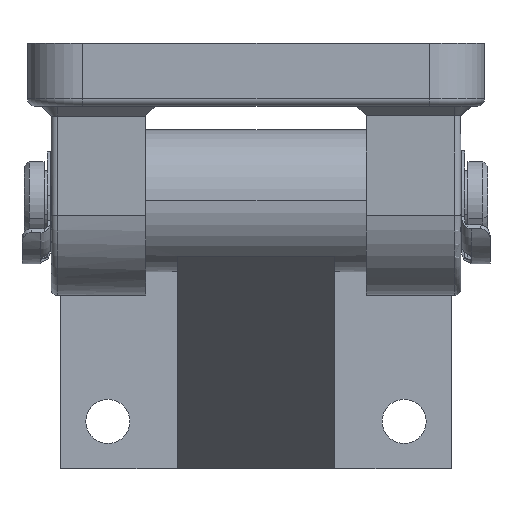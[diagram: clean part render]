
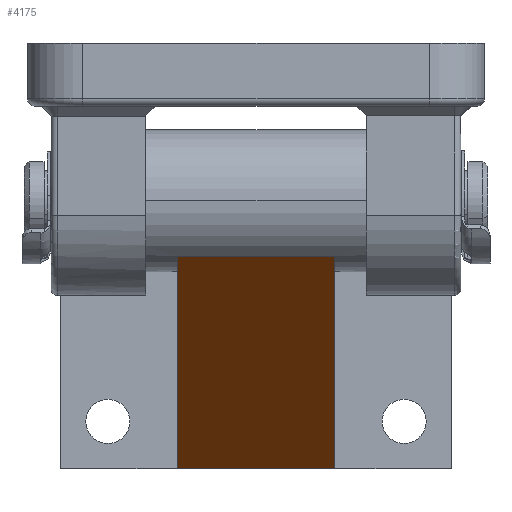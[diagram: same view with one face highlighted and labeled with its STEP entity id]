
A CAD part, left-side view. The second image highlights one B-rep face of the part: STEP entity #4175.
In plain terms, the highlighted face is planar.
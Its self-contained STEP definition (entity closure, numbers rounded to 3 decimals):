
#353 = EDGE_LOOP ( 'NONE', ( #8518, #8499, #8443, #8441 ) ) ;
#1077 = FACE_OUTER_BOUND ( 'NONE', #353, .T. ) ;
#2689 = CARTESIAN_POINT ( 'NONE',  ( 22.551, 87., 104.079 ) ) ;
#2881 = CARTESIAN_POINT ( 'NONE',  ( 22.551, 37., 104.079 ) ) ;
#2917 = CARTESIAN_POINT ( 'NONE',  ( 90., 87., 20. ) ) ;
#2927 = CARTESIAN_POINT ( 'NONE',  ( 90., 37., 20. ) ) ;
#3119 = CARTESIAN_POINT ( 'NONE',  ( 3.409, 37., 127.941 ) ) ;
#3143 = DIRECTION ( 'NONE',  ( -0.626, 0., 0.78 ) ) ;
#3346 = CARTESIAN_POINT ( 'NONE',  ( 3.409, 87., 127.941 ) ) ;
#3347 = DIRECTION ( 'NONE',  ( -0.626, 0., 0.78 ) ) ;
#3569 = CARTESIAN_POINT ( 'NONE',  ( 22.551, 87., 104.079 ) ) ;
#3570 = DIRECTION ( 'NONE',  ( 0., -1., 0. ) ) ;
#3573 = CARTESIAN_POINT ( 'NONE',  ( 90., 87., 20. ) ) ;
#3574 = DIRECTION ( 'NONE',  ( 0., -1., 0. ) ) ;
#4175 = ADVANCED_FACE ( 'NONE', ( #1077 ), #5119, .T. ) ;
#5119 = PLANE ( 'NONE',  #5838 ) ;
#5203 = DIRECTION ( 'NONE',  ( 0.626, 0., -0.78 ) ) ;
#5274 = CARTESIAN_POINT ( 'NONE',  ( 3.409, 87., 127.941 ) ) ;
#5296 = DIRECTION ( 'NONE',  ( 0.78, 0., 0.626 ) ) ;
#5838 = AXIS2_PLACEMENT_3D ( 'NONE', #5274, #5296, #5203 ) ;
#7050 = VECTOR ( 'NONE', #3143, 1000. ) ;
#7057 = LINE ( 'NONE', #3119, #7050 ) ;
#7134 = LINE ( 'NONE', #3346, #7137 ) ;
#7137 = VECTOR ( 'NONE', #3347, 1000. ) ;
#7210 = VECTOR ( 'NONE', #3574, 1000. ) ;
#7222 = LINE ( 'NONE', #3573, #7210 ) ;
#7226 = LINE ( 'NONE', #3569, #7227 ) ;
#7227 = VECTOR ( 'NONE', #3570, 1000. ) ;
#7761 = VERTEX_POINT ( 'NONE', #2689 ) ;
#7982 = VERTEX_POINT ( 'NONE', #2881 ) ;
#8022 = VERTEX_POINT ( 'NONE', #2917 ) ;
#8033 = VERTEX_POINT ( 'NONE', #2927 ) ;
#8128 = EDGE_CURVE ( 'NONE', #8033, #7982, #7057, .T. ) ;
#8194 = EDGE_CURVE ( 'NONE', #8022, #7761, #7134, .T. ) ;
#8256 = EDGE_CURVE ( 'NONE', #7761, #7982, #7226, .T. ) ;
#8258 = EDGE_CURVE ( 'NONE', #8022, #8033, #7222, .T. ) ;
#8441 = ORIENTED_EDGE ( 'NONE', *, *, #8256, .T. ) ;
#8443 = ORIENTED_EDGE ( 'NONE', *, *, #8194, .T. ) ;
#8499 = ORIENTED_EDGE ( 'NONE', *, *, #8258, .F. ) ;
#8518 = ORIENTED_EDGE ( 'NONE', *, *, #8128, .F. ) ;
